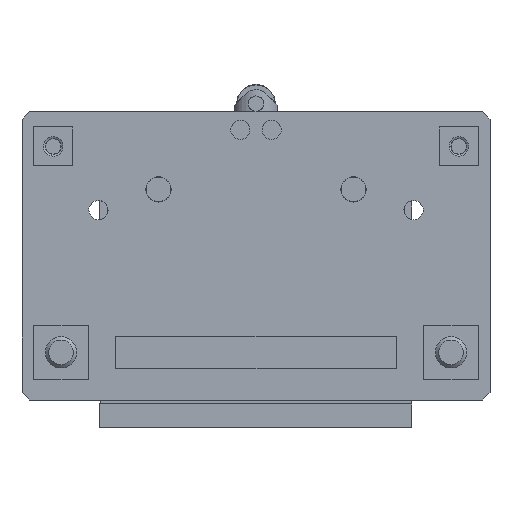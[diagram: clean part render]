
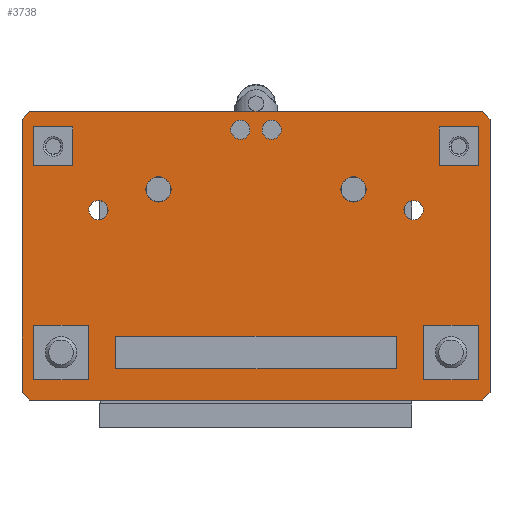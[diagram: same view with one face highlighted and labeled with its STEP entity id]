
A CAD part, top view. The second image highlights one B-rep face of the part: STEP entity #3738.
In plain terms, the highlighted planar face has unit normal (0, 0, 1).
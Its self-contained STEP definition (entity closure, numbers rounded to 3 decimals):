
#199=FACE_BOUND('',#801,.T.);
#200=FACE_BOUND('',#802,.T.);
#201=FACE_BOUND('',#803,.T.);
#202=FACE_BOUND('',#804,.T.);
#203=FACE_BOUND('',#805,.T.);
#204=FACE_BOUND('',#806,.T.);
#205=FACE_BOUND('',#807,.T.);
#206=FACE_BOUND('',#808,.T.);
#207=FACE_BOUND('',#809,.T.);
#208=FACE_BOUND('',#810,.T.);
#209=FACE_BOUND('',#811,.T.);
#327=CIRCLE('',#4003,1.621);
#329=CIRCLE('',#4006,1.621);
#335=CIRCLE('',#4015,1.23);
#338=CIRCLE('',#4019,1.23);
#340=CIRCLE('',#4022,1.23);
#342=CIRCLE('',#4025,1.23);
#345=CIRCLE('',#4031,2.25);
#346=CIRCLE('',#4035,1.45);
#347=CIRCLE('',#4036,1.45);
#348=CIRCLE('',#4037,2.25);
#519=FACE_OUTER_BOUND('',#800,.T.);
#800=EDGE_LOOP('',(#2620,#2621,#2622,#2623,#2624,#2625,#2626,#2627));
#801=EDGE_LOOP('',(#2628));
#802=EDGE_LOOP('',(#2629));
#803=EDGE_LOOP('',(#2630));
#804=EDGE_LOOP('',(#2631));
#805=EDGE_LOOP('',(#2632));
#806=EDGE_LOOP('',(#2633));
#807=EDGE_LOOP('',(#2634));
#808=EDGE_LOOP('',(#2635,#2636,#2637,#2638));
#809=EDGE_LOOP('',(#2639));
#810=EDGE_LOOP('',(#2640));
#811=EDGE_LOOP('',(#2641));
#1154=LINE('',#5683,#1406);
#1156=LINE('',#5689,#1408);
#1159=LINE('',#5699,#1411);
#1163=LINE('',#5706,#1415);
#1165=LINE('',#5710,#1417);
#1166=LINE('',#5712,#1418);
#1167=LINE('',#5714,#1419);
#1168=LINE('',#5716,#1420);
#1169=LINE('',#5718,#1421);
#1170=LINE('',#5720,#1422);
#1171=LINE('',#5721,#1423);
#1172=LINE('',#5722,#1424);
#1406=VECTOR('',#4583,4.2);
#1408=VECTOR('',#4587,4.2);
#1411=VECTOR('',#4596,35.);
#1415=VECTOR('',#4602,36.);
#1417=VECTOR('',#4606,1.414);
#1418=VECTOR('',#4607,58.);
#1419=VECTOR('',#4608,1.414);
#1420=VECTOR('',#4609,35.);
#1421=VECTOR('',#4610,1.414);
#1422=VECTOR('',#4611,58.);
#1423=VECTOR('',#4612,1.414);
#1424=VECTOR('',#4613,36.);
#1667=VERTEX_POINT('',#5632);
#1669=VERTEX_POINT('',#5637);
#1675=VERTEX_POINT('',#5652);
#1678=VERTEX_POINT('',#5659);
#1680=VERTEX_POINT('',#5664);
#1682=VERTEX_POINT('',#5669);
#1686=VERTEX_POINT('',#5677);
#1688=VERTEX_POINT('',#5681);
#1689=VERTEX_POINT('',#5685);
#1691=VERTEX_POINT('',#5688);
#1693=VERTEX_POINT('',#5694);
#1694=VERTEX_POINT('',#5697);
#1695=VERTEX_POINT('',#5698);
#1698=VERTEX_POINT('',#5709);
#1699=VERTEX_POINT('',#5711);
#1700=VERTEX_POINT('',#5713);
#1701=VERTEX_POINT('',#5715);
#1702=VERTEX_POINT('',#5717);
#1703=VERTEX_POINT('',#5719);
#1704=VERTEX_POINT('',#5723);
#1705=VERTEX_POINT('',#5725);
#1706=VERTEX_POINT('',#5727);
#2038=EDGE_CURVE('',#1667,#1667,#327,.T.);
#2040=EDGE_CURVE('',#1669,#1669,#329,.T.);
#2046=EDGE_CURVE('',#1675,#1675,#335,.T.);
#2049=EDGE_CURVE('',#1678,#1678,#338,.T.);
#2051=EDGE_CURVE('',#1680,#1680,#340,.T.);
#2053=EDGE_CURVE('',#1682,#1682,#342,.T.);
#2059=EDGE_CURVE('',#1688,#1686,#1154,.T.);
#2061=EDGE_CURVE('',#1691,#1689,#1156,.T.);
#2064=EDGE_CURVE('',#1693,#1693,#345,.T.);
#2065=EDGE_CURVE('',#1694,#1695,#1159,.T.);
#2069=EDGE_CURVE('',#1689,#1686,#1163,.T.);
#2071=EDGE_CURVE('',#1698,#1694,#1165,.T.);
#2072=EDGE_CURVE('',#1699,#1698,#1166,.T.);
#2073=EDGE_CURVE('',#1700,#1699,#1167,.T.);
#2074=EDGE_CURVE('',#1701,#1700,#1168,.T.);
#2075=EDGE_CURVE('',#1702,#1701,#1169,.T.);
#2076=EDGE_CURVE('',#1703,#1702,#1170,.T.);
#2077=EDGE_CURVE('',#1695,#1703,#1171,.T.);
#2078=EDGE_CURVE('',#1691,#1688,#1172,.T.);
#2079=EDGE_CURVE('',#1704,#1704,#346,.T.);
#2080=EDGE_CURVE('',#1705,#1705,#347,.T.);
#2081=EDGE_CURVE('',#1706,#1706,#348,.T.);
#2620=ORIENTED_EDGE('',*,*,#2065,.F.);
#2621=ORIENTED_EDGE('',*,*,#2071,.F.);
#2622=ORIENTED_EDGE('',*,*,#2072,.F.);
#2623=ORIENTED_EDGE('',*,*,#2073,.F.);
#2624=ORIENTED_EDGE('',*,*,#2074,.F.);
#2625=ORIENTED_EDGE('',*,*,#2075,.F.);
#2626=ORIENTED_EDGE('',*,*,#2076,.F.);
#2627=ORIENTED_EDGE('',*,*,#2077,.F.);
#2628=ORIENTED_EDGE('',*,*,#2046,.T.);
#2629=ORIENTED_EDGE('',*,*,#2049,.T.);
#2630=ORIENTED_EDGE('',*,*,#2051,.T.);
#2631=ORIENTED_EDGE('',*,*,#2053,.T.);
#2632=ORIENTED_EDGE('',*,*,#2038,.T.);
#2633=ORIENTED_EDGE('',*,*,#2040,.T.);
#2634=ORIENTED_EDGE('',*,*,#2064,.F.);
#2635=ORIENTED_EDGE('',*,*,#2059,.F.);
#2636=ORIENTED_EDGE('',*,*,#2078,.F.);
#2637=ORIENTED_EDGE('',*,*,#2061,.T.);
#2638=ORIENTED_EDGE('',*,*,#2069,.T.);
#2639=ORIENTED_EDGE('',*,*,#2079,.F.);
#2640=ORIENTED_EDGE('',*,*,#2080,.F.);
#2641=ORIENTED_EDGE('',*,*,#2081,.F.);
#3404=PLANE('',#4034);
#3738=ADVANCED_FACE('',(#519,#199,#200,#201,#202,#203,#204,#205,#206,#207,
#208,#209),#3404,.F.);
#4003=AXIS2_PLACEMENT_3D('',#5633,#4528,#4529);
#4006=AXIS2_PLACEMENT_3D('',#5638,#4534,#4535);
#4015=AXIS2_PLACEMENT_3D('',#5653,#4552,#4553);
#4019=AXIS2_PLACEMENT_3D('',#5660,#4560,#4561);
#4022=AXIS2_PLACEMENT_3D('',#5665,#4566,#4567);
#4025=AXIS2_PLACEMENT_3D('',#5670,#4572,#4573);
#4031=AXIS2_PLACEMENT_3D('',#5695,#4592,#4593);
#4034=AXIS2_PLACEMENT_3D('',#5708,#4604,#4605);
#4035=AXIS2_PLACEMENT_3D('',#5724,#4614,#4615);
#4036=AXIS2_PLACEMENT_3D('',#5726,#4616,#4617);
#4037=AXIS2_PLACEMENT_3D('',#5728,#4618,#4619);
#4528=DIRECTION('center_axis',(0.,0.,
-1.));
#4529=DIRECTION('ref_axis',(-1.,0.,0.));
#4534=DIRECTION('center_axis',(0.,0.,
-1.));
#4535=DIRECTION('ref_axis',(-1.,0.,0.));
#4552=DIRECTION('center_axis',(0.,0.,
-1.));
#4553=DIRECTION('ref_axis',(-1.,0.,0.));
#4560=DIRECTION('center_axis',(0.,0.,
-1.));
#4561=DIRECTION('ref_axis',(-1.,0.,0.));
#4566=DIRECTION('center_axis',(0.,0.,
-1.));
#4567=DIRECTION('ref_axis',(-1.,0.,0.));
#4572=DIRECTION('center_axis',(0.,0.,
-1.));
#4573=DIRECTION('ref_axis',(-1.,0.,0.));
#4583=DIRECTION('',(0.,-1.,0.));
#4587=DIRECTION('',(0.,-1.,0.));
#4592=DIRECTION('center_axis',(0.,0.,
1.));
#4593=DIRECTION('ref_axis',(-1.,0.,0.));
#4596=DIRECTION('',(0.,1.,0.));
#4602=DIRECTION('',(-1.,0.,0.));
#4604=DIRECTION('center_axis',(0.,0.,
-1.));
#4605=DIRECTION('ref_axis',(-1.,0.,0.));
#4606=DIRECTION('',(-0.707,0.707,0.));
#4607=DIRECTION('',(-1.,0.,0.));
#4608=DIRECTION('',(-0.707,-0.707,0.));
#4609=DIRECTION('',(0.,-1.,0.));
#4610=DIRECTION('',(0.707,-0.707,0.));
#4611=DIRECTION('',(1.,0.,0.));
#4612=DIRECTION('',(0.707,0.707,0.));
#4613=DIRECTION('',(-1.,0.,0.));
#4614=DIRECTION('center_axis',(0.,0.,
1.));
#4615=DIRECTION('ref_axis',(-1.,0.,0.));
#4616=DIRECTION('center_axis',(0.,0.,
1.));
#4617=DIRECTION('ref_axis',(-1.,0.,0.));
#4618=DIRECTION('center_axis',(0.,0.,
1.));
#4619=DIRECTION('ref_axis',(-1.,0.,0.));
#5632=CARTESIAN_POINT('',(142.151,-36.013,87.87));
#5633=CARTESIAN_POINT('Origin',(140.53,-36.013,87.87));
#5637=CARTESIAN_POINT('',(167.151,-36.013,87.87));
#5638=CARTESIAN_POINT('Origin',(165.53,-36.013,87.87));
#5652=CARTESIAN_POINT('',(134.06,-38.663,87.87));
#5653=CARTESIAN_POINT('Origin',(132.83,-38.663,87.87));
#5659=CARTESIAN_POINT('',(152.26,-28.363,87.87));
#5660=CARTESIAN_POINT('Origin',(151.03,-28.363,87.87));
#5664=CARTESIAN_POINT('',(156.26,-28.363,87.87));
#5665=CARTESIAN_POINT('Origin',(155.03,-28.363,87.87));
#5669=CARTESIAN_POINT('',(174.46,-38.663,87.87));
#5670=CARTESIAN_POINT('Origin',(173.23,-38.663,87.87));
#5677=CARTESIAN_POINT('',(135.03,-59.013,87.87));
#5681=CARTESIAN_POINT('',(135.03,-54.813,87.87));
#5683=CARTESIAN_POINT('',(135.03,-40.924,87.87));
#5685=CARTESIAN_POINT('',(171.03,-59.013,87.87));
#5688=CARTESIAN_POINT('',(171.03,-54.813,87.87));
#5689=CARTESIAN_POINT('',(171.03,-41.04,87.87));
#5694=CARTESIAN_POINT('',(128.838,-59.013,87.87));
#5695=CARTESIAN_POINT('Origin',(128.03,-56.913,87.87));
#5697=CARTESIAN_POINT('',(123.03,-62.013,87.87));
#5698=CARTESIAN_POINT('',(123.03,-27.013,87.87));
#5699=CARTESIAN_POINT('',(123.03,-58.913,87.87));
#5706=CARTESIAN_POINT('',(183.03,-59.013,87.87));
#5708=CARTESIAN_POINT('Origin',(183.03,-75.245,87.87));
#5709=CARTESIAN_POINT('',(124.03,-63.013,87.87));
#5710=CARTESIAN_POINT('',(141.589,-80.571,87.87));
#5711=CARTESIAN_POINT('',(182.03,-63.013,87.87));
#5712=CARTESIAN_POINT('',(183.03,-63.013,87.87));
#5713=CARTESIAN_POINT('',(183.03,-62.013,87.87));
#5714=CARTESIAN_POINT('',(179.472,-65.571,87.87));
#5715=CARTESIAN_POINT('',(183.03,-27.013,87.87));
#5716=CARTESIAN_POINT('',(183.03,-50.629,87.87));
#5717=CARTESIAN_POINT('',(182.03,-26.013,87.87));
#5718=CARTESIAN_POINT('',(189.73,-33.713,87.87));
#5719=CARTESIAN_POINT('',(124.03,-26.013,87.87));
#5720=CARTESIAN_POINT('',(153.03,-26.013,87.87));
#5721=CARTESIAN_POINT('',(131.33,-18.713,87.87));
#5722=CARTESIAN_POINT('',(183.03,-54.813,87.87));
#5723=CARTESIAN_POINT('',(180.48,-30.513,87.87));
#5724=CARTESIAN_POINT('Origin',(179.03,-30.513,87.87));
#5725=CARTESIAN_POINT('',(128.48,-30.513,87.87));
#5726=CARTESIAN_POINT('Origin',(127.03,-30.513,87.87));
#5727=CARTESIAN_POINT('',(177.223,-54.813,87.87));
#5728=CARTESIAN_POINT('Origin',(178.03,-56.913,87.87));
